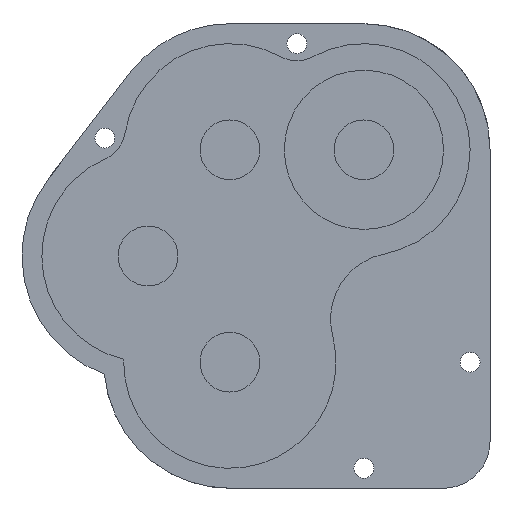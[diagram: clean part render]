
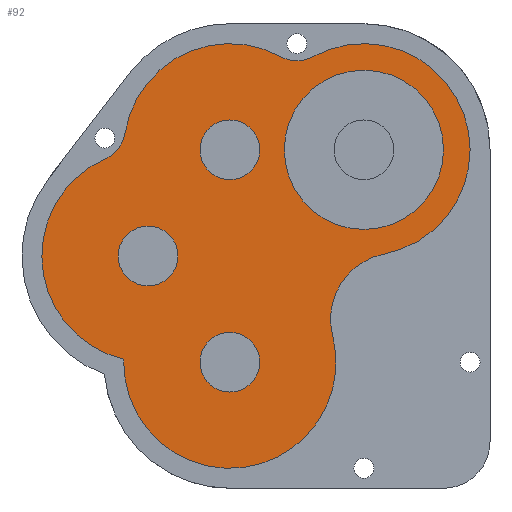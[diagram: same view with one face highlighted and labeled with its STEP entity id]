
A CAD part, front view. The second image highlights one B-rep face of the part: STEP entity #92.
In plain terms, the highlighted planar face has unit normal (0, -1, 0).
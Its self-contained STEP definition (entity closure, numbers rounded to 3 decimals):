
#92=ADVANCED_FACE('',(#415,#417,#419,#421,#423),#425,.F.);
#415=FACE_BOUND('',#416,.T.);
#416=EDGE_LOOP('',(#812,#813,#814,#815,#816,#817,#818,#819));
#417=FACE_BOUND('',#418,.T.);
#418=EDGE_LOOP('',(#820));
#419=FACE_BOUND('',#420,.T.);
#420=EDGE_LOOP('',(#821));
#421=FACE_BOUND('',#422,.T.);
#422=EDGE_LOOP('',(#822));
#423=FACE_BOUND('',#424,.T.);
#424=EDGE_LOOP('',(#823));
#425=PLANE('',#426);
#426=AXIS2_PLACEMENT_3D('',#427,#428,#429);
#427=CARTESIAN_POINT('',(0.,4.,0.));
#428=DIRECTION('',(0.,1.,0.));
#429=DIRECTION('',(-1.,0.,0.));
#812=ORIENTED_EDGE('',*,*,#969,.F.);
#813=ORIENTED_EDGE('',*,*,#967,.T.);
#814=ORIENTED_EDGE('',*,*,#965,.T.);
#815=ORIENTED_EDGE('',*,*,#962,.T.);
#816=ORIENTED_EDGE('',*,*,#977,.T.);
#817=ORIENTED_EDGE('',*,*,#975,.T.);
#818=ORIENTED_EDGE('',*,*,#973,.F.);
#819=ORIENTED_EDGE('',*,*,#971,.T.);
#820=ORIENTED_EDGE('',*,*,#997,.T.);
#821=ORIENTED_EDGE('',*,*,#998,.T.);
#822=ORIENTED_EDGE('',*,*,#999,.T.);
#823=ORIENTED_EDGE('',*,*,#1000,.T.);
#962=EDGE_CURVE('',#1163,#1164,#1165,.F.);
#965=EDGE_CURVE('',#1168,#1163,#1169,.T.);
#967=EDGE_CURVE('',#1171,#1168,#1172,.F.);
#969=EDGE_CURVE('',#1171,#1174,#1175,.F.);
#971=EDGE_CURVE('',#1177,#1174,#1178,.F.);
#973=EDGE_CURVE('',#1177,#1180,#1181,.F.);
#975=EDGE_CURVE('',#1183,#1180,#1184,.F.);
#977=EDGE_CURVE('',#1164,#1183,#1186,.F.);
#997=EDGE_CURVE('',#1217,#1217,#1218,.T.);
#998=EDGE_CURVE('',#1219,#1219,#1220,.F.);
#999=EDGE_CURVE('',#1221,#1221,#1222,.F.);
#1000=EDGE_CURVE('',#1223,#1223,#1224,.F.);
#1163=VERTEX_POINT('',#1595);
#1164=VERTEX_POINT('',#1596);
#1165=CIRCLE('',#1597,16.);
#1168=VERTEX_POINT('',#1607);
#1169=LINE('',#1608,#1609);
#1171=VERTEX_POINT('',#1614);
#1172=CIRCLE('',#1615,16.);
#1174=VERTEX_POINT('',#1622);
#1175=CIRCLE('',#1623,5.);
#1177=VERTEX_POINT('',#1630);
#1178=CIRCLE('',#1631,16.);
#1180=VERTEX_POINT('',#1638);
#1181=CIRCLE('',#1639,5.);
#1183=VERTEX_POINT('',#1646);
#1184=CIRCLE('',#1647,16.);
#1186=CIRCLE('',#1654,10.);
#1217=VERTEX_POINT('',#1733);
#1218=CIRCLE('',#1734,12.);
#1219=VERTEX_POINT('',#1738);
#1220=CIRCLE('',#1739,4.5);
#1221=VERTEX_POINT('',#1743);
#1222=CIRCLE('',#1744,4.5);
#1223=VERTEX_POINT('',#1748);
#1224=CIRCLE('',#1749,4.5);
#1595=CARTESIAN_POINT('',(-36.2,4.,0.));
#1596=CARTESIAN_POINT('',(-4.705,4.,3.988));
#1597=AXIS2_PLACEMENT_3D('',#1598,#1599,#1600);
#1598=CARTESIAN_POINT('',(-20.2,4.,0.));
#1599=DIRECTION('',(0.,1.,0.));
#1600=DIRECTION('',(0.968,0.,0.249));
#1607=CARTESIAN_POINT('',(-36.2,4.,0.426));
#1608=CARTESIAN_POINT('',(-36.2,4.,0.426));
#1609=VECTOR('',#1610,1.);
#1610=DIRECTION('',(0.,0.,-1.));
#1614=CARTESIAN_POINT('',(-38.944,4.,30.658));
#1615=AXIS2_PLACEMENT_3D('',#1616,#1617,#1618);
#1616=CARTESIAN_POINT('',(-32.53,4.,16.));
#1617=DIRECTION('',(0.,1.,0.));
#1618=DIRECTION('',(-0.229,0.,-0.973));
#1622=CARTESIAN_POINT('',(-36.009,4.,34.468));
#1623=AXIS2_PLACEMENT_3D('',#1624,#1625,#1626);
#1624=CARTESIAN_POINT('',(-40.949,4.,35.239));
#1625=DIRECTION('',(0.,1.,0.));
#1626=DIRECTION('',(0.988,0.,-0.154));
#1630=CARTESIAN_POINT('',(-12.505,4.,46.028));
#1631=AXIS2_PLACEMENT_3D('',#1632,#1633,#1634);
#1632=CARTESIAN_POINT('',(-20.2,4.,32.));
#1633=DIRECTION('',(0.,1.,0.));
#1634=DIRECTION('',(-0.988,0.,0.154));
#1638=CARTESIAN_POINT('',(-7.695,4.,46.028));
#1639=AXIS2_PLACEMENT_3D('',#1640,#1641,#1642);
#1640=CARTESIAN_POINT('',(-10.1,4.,50.412));
#1641=DIRECTION('',(0.,1.,0.));
#1642=DIRECTION('',(0.481,0.,-0.877));
#1646=CARTESIAN_POINT('',(3.064,4.,16.296));
#1647=AXIS2_PLACEMENT_3D('',#1648,#1649,#1650);
#1648=CARTESIAN_POINT('',(0.,4.,32.));
#1649=DIRECTION('',(0.,1.,0.));
#1650=DIRECTION('',(-0.481,0.,0.877));
#1654=AXIS2_PLACEMENT_3D('',#1655,#1656,#1657);
#1655=CARTESIAN_POINT('',(4.979,4.,6.481));
#1656=DIRECTION('',(0.,-1.,0.));
#1657=DIRECTION('',(-0.192,0.,0.981));
#1733=CARTESIAN_POINT('',(-12.,4.,32.));
#1734=AXIS2_PLACEMENT_3D('',#1735,#1736,#1737);
#1735=CARTESIAN_POINT('',(0.,4.,32.));
#1736=DIRECTION('',(0.,1.,0.));
#1737=DIRECTION('',(-1.,0.,0.));
#1738=CARTESIAN_POINT('',(-15.7,4.,0.));
#1739=AXIS2_PLACEMENT_3D('',#1740,#1741,#1742);
#1740=CARTESIAN_POINT('',(-20.2,4.,0.));
#1741=DIRECTION('',(0.,-1.,0.));
#1742=DIRECTION('',(1.,0.,0.));
#1743=CARTESIAN_POINT('',(-28.03,4.,16.));
#1744=AXIS2_PLACEMENT_3D('',#1745,#1746,#1747);
#1745=CARTESIAN_POINT('',(-32.53,4.,16.));
#1746=DIRECTION('',(0.,-1.,0.));
#1747=DIRECTION('',(1.,0.,0.));
#1748=CARTESIAN_POINT('',(-15.7,4.,32.));
#1749=AXIS2_PLACEMENT_3D('',#1750,#1751,#1752);
#1750=CARTESIAN_POINT('',(-20.2,4.,32.));
#1751=DIRECTION('',(0.,-1.,0.));
#1752=DIRECTION('',(1.,0.,0.));
